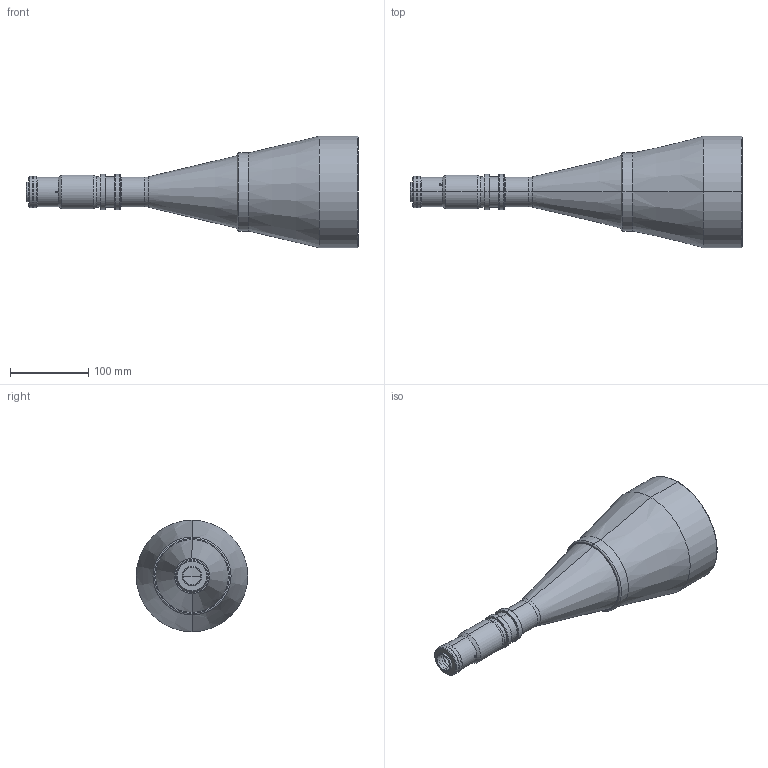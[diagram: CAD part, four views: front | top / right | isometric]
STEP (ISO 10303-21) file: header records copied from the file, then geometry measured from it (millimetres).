
FILE_DESCRIPTION (( 'STEP AP214' ), '1' );
FILE_NAME ('2M96_C.STEP', '2013-05-11T10:52:42', ( 'Work' ), ( '' ), 'SwSTEP 2.0', 'SolidWorks 2013', '' );
FILE_SCHEMA (( 'AUTOMOTIVE_DESIGN' ));
Length unit declared in the file: millimetre
Products named in the file (1): 2M96_C
Bounding box: 425.6 x 143 x 143 mm (x, y, z)
Surface area: 146150.4 mm2 (no closed solid volume)
Topology: 0 solids, 12 shells, 104 faces, 266 edges, 178 vertices
Faces by surface type: cylinder 44, cone 29, plane 23, torus 6, sphere 2
Entity records: 4643 total; most frequent: CARTESIAN_POINT 859, DIRECTION 615, ORIENTED_EDGE 454, EDGE_CURVE 266, AXIS2_PLACEMENT_3D 264, VERTEX_POINT 178, CIRCLE 159, EDGE_LOOP 132
